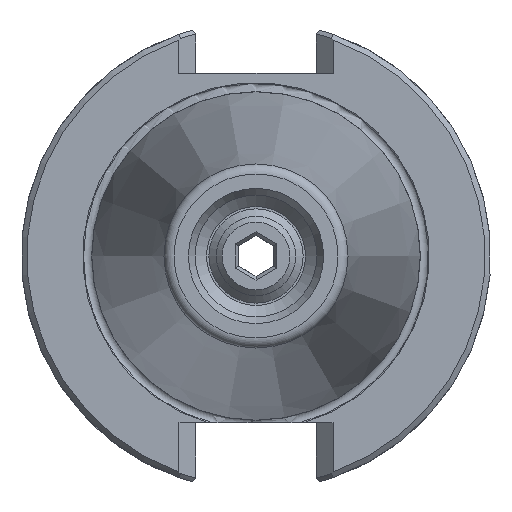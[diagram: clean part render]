
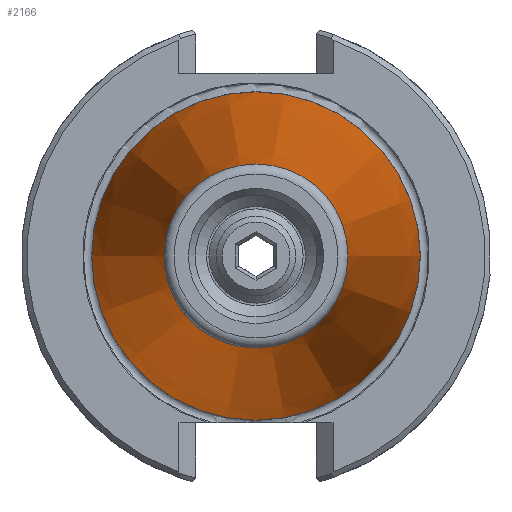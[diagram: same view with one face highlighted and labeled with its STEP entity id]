
A CAD part, left-side view. The second image highlights one B-rep face of the part: STEP entity #2166.
In plain terms, the highlighted conical face has half-angle 8.297 degrees and reference radius 17.248 mm.
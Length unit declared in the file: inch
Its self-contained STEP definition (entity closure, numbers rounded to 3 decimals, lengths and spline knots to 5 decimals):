
#99=CONICAL_SURFACE('',#2346,0.67904,8.297);
#456=FACE_BOUND('',#712,.T.);
#548=FACE_OUTER_BOUND('',#711,.T.);
#711=EDGE_LOOP('',(#1717));
#712=EDGE_LOOP('',(#1718));
#848=CIRCLE('',#2333,0.875);
#854=CIRCLE('',#2344,0.48982);
#1053=VERTEX_POINT('',#4254);
#1059=VERTEX_POINT('',#4271);
#1301=EDGE_CURVE('',#1053,#1053,#848,.T.);
#1307=EDGE_CURVE('',#1059,#1059,#854,.T.);
#1717=ORIENTED_EDGE('',*,*,#1301,.F.);
#1718=ORIENTED_EDGE('',*,*,#1307,.F.);
#2166=ADVANCED_FACE('',(#548,#456),#99,.T.);
#2333=AXIS2_PLACEMENT_3D('',#4255,#2730,#2731);
#2344=AXIS2_PLACEMENT_3D('',#4272,#2752,#2753);
#2346=AXIS2_PLACEMENT_3D('',#4274,#2756,#2757);
#2730=DIRECTION('center_axis',(1.,0.,0.));
#2731=DIRECTION('ref_axis',(0.,1.,0.));
#2752=DIRECTION('center_axis',(-1.,0.,0.));
#2753=DIRECTION('ref_axis',(0.,-1.,0.));
#2756=DIRECTION('center_axis',(1.,0.,0.));
#2757=DIRECTION('ref_axis',(0.,1.,0.));
#4254=CARTESIAN_POINT('',(0.,0.875,0.));
#4255=CARTESIAN_POINT('Origin',(0.,0.,0.));
#4271=CARTESIAN_POINT('',(-2.64129,0.48982,0.));
#4272=CARTESIAN_POINT('Origin',(-2.64129,0.,
0.));
#4274=CARTESIAN_POINT('Origin',(-1.34375,0.,0.));
